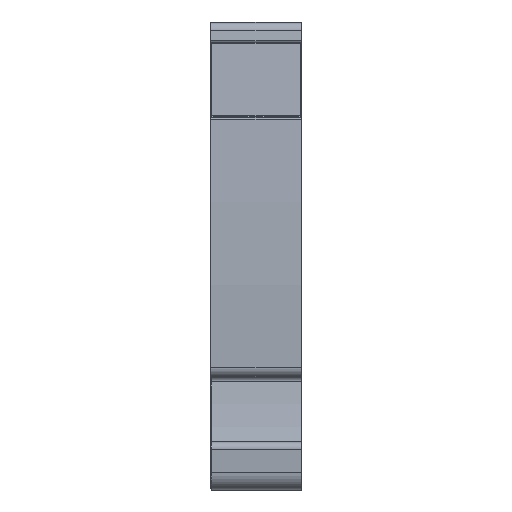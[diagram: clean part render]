
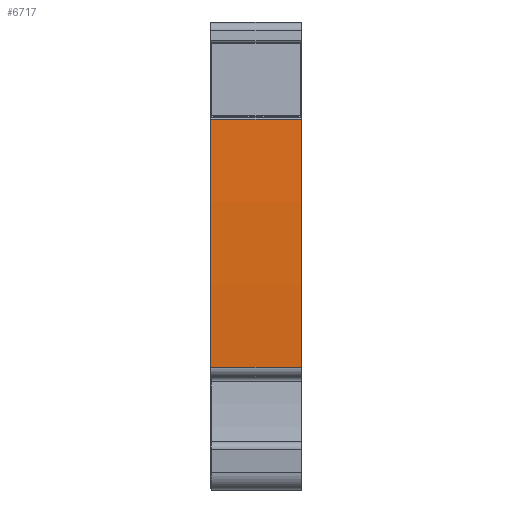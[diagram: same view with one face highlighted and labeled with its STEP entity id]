
A CAD part, front view. The second image highlights one B-rep face of the part: STEP entity #6717.
In plain terms, the highlighted cylindrical face has radius 230.64 mm (diameter 461.28 mm), a partial arc.
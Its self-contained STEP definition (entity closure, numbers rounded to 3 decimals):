
#929=AXIS2_PLACEMENT_3D('Circle Axis2P3D',#927,#928,$) ;
#3291=AXIS2_PLACEMENT_3D('Circle Axis2P3D',#3289,#3290,$) ;
#6704=AXIS2_PLACEMENT_3D('Cylinder Axis2P3D',#6701,#6702,#6703) ;
#924=CARTESIAN_POINT('Vertex',(10.,1.776,40.814)) ;
#927=CARTESIAN_POINT('Axis2P3D Location',(10.,231.877,25.05)) ;
#931=CARTESIAN_POINT('Vertex',(10.,1.529,13.45)) ;
#3286=CARTESIAN_POINT('Vertex',(0.,1.529,13.45)) ;
#3289=CARTESIAN_POINT('Axis2P3D Location',(0.,231.877,25.05)) ;
#3293=CARTESIAN_POINT('Vertex',(0.,1.776,40.814)) ;
#6689=CARTESIAN_POINT('Line Origine',(5.,1.776,40.814)) ;
#6701=CARTESIAN_POINT('Axis2P3D Location',(5.,231.877,25.05)) ;
#6706=CARTESIAN_POINT('Line Origine',(5.,1.529,13.45)) ;
#928=DIRECTION('Axis2P3D Direction',(1.,0.,0.)) ;
#3290=DIRECTION('Axis2P3D Direction',(1.,0.,0.)) ;
#6690=DIRECTION('Vector Direction',(1.,0.,0.)) ;
#6702=DIRECTION('Axis2P3D Direction',(1.,0.,0.)) ;
#6703=DIRECTION('Axis2P3D XDirection',(0.,-0.998,0.068)) ;
#6707=DIRECTION('Vector Direction',(1.,0.,0.)) ;
#6691=VECTOR('Line Direction',#6690,1.) ;
#6708=VECTOR('Line Direction',#6707,1.) ;
#6712=ORIENTED_EDGE('',*,*,#3295,.T.) ;
#6713=ORIENTED_EDGE('',*,*,#6710,.F.) ;
#6714=ORIENTED_EDGE('',*,*,#933,.F.) ;
#6715=ORIENTED_EDGE('',*,*,#6693,.T.) ;
#6717=ADVANCED_FACE('V1',(#6716),#6705,.T.) ;
#930=CIRCLE('generated circle',#929,230.64) ;
#3292=CIRCLE('generated circle',#3291,230.64) ;
#6705=CYLINDRICAL_SURFACE('generated cylinder',#6704,230.64) ;
#933=EDGE_CURVE('',#925,#932,#930,.T.) ;
#3295=EDGE_CURVE('',#3294,#3287,#3292,.T.) ;
#6693=EDGE_CURVE('',#925,#3294,#6692,.F.) ;
#6710=EDGE_CURVE('',#932,#3287,#6709,.F.) ;
#6711=EDGE_LOOP('',(#6712,#6713,#6714,#6715)) ;
#6716=FACE_OUTER_BOUND('',#6711,.T.) ;
#6692=LINE('Line',#6689,#6691) ;
#6709=LINE('Line',#6706,#6708) ;
#925=VERTEX_POINT('',#924) ;
#932=VERTEX_POINT('',#931) ;
#3287=VERTEX_POINT('',#3286) ;
#3294=VERTEX_POINT('',#3293) ;
